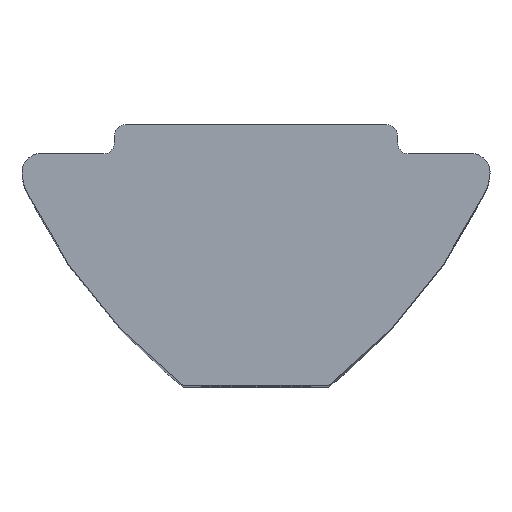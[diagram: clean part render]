
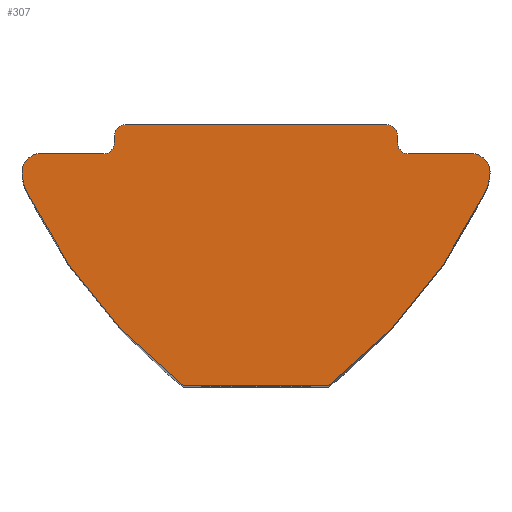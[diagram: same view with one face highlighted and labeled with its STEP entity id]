
A CAD part, top view. The second image highlights one B-rep face of the part: STEP entity #307.
In plain terms, the highlighted planar face has unit normal (0, 0, 1).
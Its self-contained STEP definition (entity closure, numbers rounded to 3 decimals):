
#11 = CARTESIAN_POINT ( 'NONE',  ( 7.196, 4.651, 22. ) ) ;
#18 = DIRECTION ( 'NONE',  ( 0., 0., 1. ) ) ;
#23 = DIRECTION ( 'NONE',  ( 0., 0., 1. ) ) ;
#24 = DIRECTION ( 'NONE',  ( 1., 0., 0. ) ) ;
#26 = CARTESIAN_POINT ( 'NONE',  ( 5.2, -1.3, 22. ) ) ;
#28 = VERTEX_POINT ( 'NONE', #744 ) ;
#34 = DIRECTION ( 'NONE',  ( 1., 0., 0. ) ) ;
#35 = CARTESIAN_POINT ( 'NONE',  ( -3.9, -0.8, 22. ) ) ;
#38 = CARTESIAN_POINT ( 'NONE',  ( -2., -7.2, 22. ) ) ;
#58 = DIRECTION ( 'NONE',  ( -1., 0., 0. ) ) ;
#64 = AXIS2_PLACEMENT_3D ( 'NONE', #255, #257, #274 ) ;
#68 = DIRECTION ( 'NONE',  ( -1., 0., 0. ) ) ;
#72 = DIRECTION ( 'NONE',  ( 0., 0., 1. ) ) ;
#75 = CARTESIAN_POINT ( 'NONE',  ( -3.9, -0.3, 22. ) ) ;
#76 = CARTESIAN_POINT ( 'NONE',  ( -7.196, 4.651, 22. ) ) ;
#98 = AXIS2_PLACEMENT_3D ( 'NONE', #26, #18, #125 ) ;
#109 = AXIS2_PLACEMENT_3D ( 'NONE', #76, #72, #68 ) ;
#115 = ORIENTED_EDGE ( 'NONE', *, *, #705, .T. ) ;
#117 = ORIENTED_EDGE ( 'NONE', *, *, #606, .T. ) ;
#119 = CIRCLE ( 'NONE', #161, 0.3 ) ;
#121 = CIRCLE ( 'NONE', #98, 1.25 ) ;
#125 = DIRECTION ( 'NONE',  ( -1., 0., 0. ) ) ;
#130 = AXIS2_PLACEMENT_3D ( 'NONE', #198, #179, #176 ) ;
#132 = VERTEX_POINT ( 'NONE', #677 ) ;
#146 = VECTOR ( 'NONE', #823, 1000. ) ;
#155 = AXIS2_PLACEMENT_3D ( 'NONE', #405, #314, #310 ) ;
#161 = AXIS2_PLACEMENT_3D ( 'NONE', #480, #474, #454 ) ;
#164 = AXIS2_PLACEMENT_3D ( 'NONE', #507, #502, #498 ) ;
#176 = DIRECTION ( 'NONE',  ( 1., 0., 0. ) ) ;
#178 = VECTOR ( 'NONE', #34, 1000. ) ;
#179 = DIRECTION ( 'NONE',  ( 0., 0., 1. ) ) ;
#198 = CARTESIAN_POINT ( 'NONE',  ( 3.6, -0.3, 22. ) ) ;
#199 = LINE ( 'NONE', #35, #771 ) ;
#204 = VERTEX_POINT ( 'NONE', #638 ) ;
#209 = CARTESIAN_POINT ( 'NONE',  ( 3.9, -0.5, 22. ) ) ;
#210 = AXIS2_PLACEMENT_3D ( 'NONE', #11, #23, #24 ) ;
#211 = AXIS2_PLACEMENT_3D ( 'NONE', #521, #493, #482 ) ;
#219 = AXIS2_PLACEMENT_3D ( 'NONE', #717, #632, #655 ) ;
#229 = CARTESIAN_POINT ( 'NONE',  ( 3.6, 0., 22. ) ) ;
#245 = CIRCLE ( 'NONE', #211, 1.25 ) ;
#251 = CARTESIAN_POINT ( 'NONE',  ( 6.327, -1.841, 22. ) ) ;
#254 = VERTEX_POINT ( 'NONE', #608 ) ;
#255 = CARTESIAN_POINT ( 'NONE',  ( 5.95, -1.3, 22. ) ) ;
#257 = DIRECTION ( 'NONE',  ( 0., 0., 1. ) ) ;
#274 = DIRECTION ( 'NONE',  ( -1., 0., 0. ) ) ;
#278 = VERTEX_POINT ( 'NONE', #617 ) ;
#284 = CARTESIAN_POINT ( 'NONE',  ( -5.95, -0.8, 22. ) ) ;
#285 = AXIS2_PLACEMENT_3D ( 'NONE', #559, #555, #552 ) ;
#302 = ORIENTED_EDGE ( 'NONE', *, *, #643, .T. ) ;
#305 = VERTEX_POINT ( 'NONE', #570 ) ;
#306 = VERTEX_POINT ( 'NONE', #586 ) ;
#307 = ADVANCED_FACE ( 'NONE', ( #359 ), #591, .T. ) ;
#309 = CIRCLE ( 'NONE', #130, 0.3 ) ;
#310 = DIRECTION ( 'NONE',  ( 1., 0., 0. ) ) ;
#314 = DIRECTION ( 'NONE',  ( 0., 0., -1. ) ) ;
#330 = VERTEX_POINT ( 'NONE', #539 ) ;
#340 = ORIENTED_EDGE ( 'NONE', *, *, #560, .T. ) ;
#344 = VERTEX_POINT ( 'NONE', #525 ) ;
#346 = ORIENTED_EDGE ( 'NONE', *, *, #639, .T. ) ;
#355 = LINE ( 'NONE', #569, #751 ) ;
#359 = FACE_OUTER_BOUND ( 'NONE', #681, .T. ) ;
#382 = VECTOR ( 'NONE', #642, 1000. ) ;
#392 = CARTESIAN_POINT ( 'NONE',  ( -2., -7.2, 22. ) ) ;
#398 = ORIENTED_EDGE ( 'NONE', *, *, #684, .T. ) ;
#399 = VERTEX_POINT ( 'NONE', #392 ) ;
#405 = CARTESIAN_POINT ( 'NONE',  ( 4.2, -0.5, 22. ) ) ;
#433 = VERTEX_POINT ( 'NONE', #209 ) ;
#436 = CIRCLE ( 'NONE', #210, 15. ) ;
#454 = DIRECTION ( 'NONE',  ( 1., 0., 0. ) ) ;
#460 = ORIENTED_EDGE ( 'NONE', *, *, #624, .T. ) ;
#473 = ORIENTED_EDGE ( 'NONE', *, *, #676, .T. ) ;
#474 = DIRECTION ( 'NONE',  ( 0., 0., -1. ) ) ;
#480 = CARTESIAN_POINT ( 'NONE',  ( -4.2, -0.5, 22. ) ) ;
#482 = DIRECTION ( 'NONE',  ( 1., 0., 0. ) ) ;
#484 = EDGE_CURVE ( 'NONE', #399, #306, #806, .T. ) ;
#491 = EDGE_CURVE ( 'NONE', #851, #721, #199, .T. ) ;
#492 = CIRCLE ( 'NONE', #219, 0.5 ) ;
#493 = DIRECTION ( 'NONE',  ( 0., 0., 1. ) ) ;
#498 = DIRECTION ( 'NONE',  ( 1., 0., 0. ) ) ;
#502 = DIRECTION ( 'NONE',  ( 0., 0., 1. ) ) ;
#504 = ORIENTED_EDGE ( 'NONE', *, *, #529, .T. ) ;
#506 = CIRCLE ( 'NONE', #109, 15. ) ;
#507 = CARTESIAN_POINT ( 'NONE',  ( -3.6, -0.3, 22. ) ) ;
#516 = EDGE_CURVE ( 'NONE', #721, #132, #492, .T. ) ;
#521 = CARTESIAN_POINT ( 'NONE',  ( -5.2, -1.3, 22. ) ) ;
#522 = ORIENTED_EDGE ( 'NONE', *, *, #535, .T. ) ;
#524 = ORIENTED_EDGE ( 'NONE', *, *, #484, .T. ) ;
#525 = CARTESIAN_POINT ( 'NONE',  ( -3.6, 0., 22. ) ) ;
#527 = CIRCLE ( 'NONE', #155, 0.3 ) ;
#529 = EDGE_CURVE ( 'NONE', #132, #254, #245, .T. ) ;
#535 = EDGE_CURVE ( 'NONE', #254, #399, #436, .T. ) ;
#539 = CARTESIAN_POINT ( 'NONE',  ( 6.45, -1.3, 22. ) ) ;
#544 = VERTEX_POINT ( 'NONE', #75 ) ;
#552 = DIRECTION ( 'NONE',  ( 1., 0., 0. ) ) ;
#555 = DIRECTION ( 'NONE',  ( 0., 0., 1. ) ) ;
#559 = CARTESIAN_POINT ( 'NONE',  ( -5.95, -1.3, 22. ) ) ;
#560 = EDGE_CURVE ( 'NONE', #305, #28, #578, .T. ) ;
#563 = DIRECTION ( 'NONE',  ( 0., -1., 0. ) ) ;
#565 = CARTESIAN_POINT ( 'NONE',  ( -4.2, -0.8, 22. ) ) ;
#569 = CARTESIAN_POINT ( 'NONE',  ( -3.9, 0., 22. ) ) ;
#570 = CARTESIAN_POINT ( 'NONE',  ( 5.95, -0.8, 22. ) ) ;
#577 = EDGE_CURVE ( 'NONE', #433, #204, #753, .T. ) ;
#578 = LINE ( 'NONE', #856, #886 ) ;
#586 = CARTESIAN_POINT ( 'NONE',  ( 2., -7.2, 22. ) ) ;
#591 = PLANE ( 'NONE',  #285 ) ;
#606 = EDGE_CURVE ( 'NONE', #801, #344, #803, .T. ) ;
#608 = CARTESIAN_POINT ( 'NONE',  ( -6.327, -1.841, 22. ) ) ;
#617 = CARTESIAN_POINT ( 'NONE',  ( -3.9, -0.5, 22. ) ) ;
#624 = EDGE_CURVE ( 'NONE', #544, #278, #355, .T. ) ;
#625 = ORIENTED_EDGE ( 'NONE', *, *, #516, .T. ) ;
#632 = DIRECTION ( 'NONE',  ( 0., 0., 1. ) ) ;
#633 = EDGE_CURVE ( 'NONE', #344, #544, #873, .T. ) ;
#638 = CARTESIAN_POINT ( 'NONE',  ( 3.9, -0.3, 22. ) ) ;
#639 = EDGE_CURVE ( 'NONE', #278, #851, #119, .T. ) ;
#642 = DIRECTION ( 'NONE',  ( -1., 0., 0. ) ) ;
#643 = EDGE_CURVE ( 'NONE', #28, #433, #527, .T. ) ;
#646 = CARTESIAN_POINT ( 'NONE',  ( 3.9, 0., 22. ) ) ;
#648 = EDGE_CURVE ( 'NONE', #204, #801, #309, .T. ) ;
#655 = DIRECTION ( 'NONE',  ( 1., 0., 0. ) ) ;
#676 = EDGE_CURVE ( 'NONE', #306, #757, #506, .T. ) ;
#677 = CARTESIAN_POINT ( 'NONE',  ( -6.45, -1.3, 22. ) ) ;
#681 = EDGE_LOOP ( 'NONE', ( #117, #883, #460, #346, #730, #625, #504, #522, #524, #473, #398, #115, #340, #302, #750, #763 ) ) ;
#684 = EDGE_CURVE ( 'NONE', #757, #330, #121, .T. ) ;
#705 = EDGE_CURVE ( 'NONE', #330, #305, #845, .T. ) ;
#717 = CARTESIAN_POINT ( 'NONE',  ( -5.95, -1.3, 22. ) ) ;
#721 = VERTEX_POINT ( 'NONE', #284 ) ;
#730 = ORIENTED_EDGE ( 'NONE', *, *, #491, .T. ) ;
#744 = CARTESIAN_POINT ( 'NONE',  ( 4.2, -0.8, 22. ) ) ;
#750 = ORIENTED_EDGE ( 'NONE', *, *, #577, .T. ) ;
#751 = VECTOR ( 'NONE', #563, 1000. ) ;
#753 = LINE ( 'NONE', #824, #146 ) ;
#757 = VERTEX_POINT ( 'NONE', #251 ) ;
#763 = ORIENTED_EDGE ( 'NONE', *, *, #648, .T. ) ;
#771 = VECTOR ( 'NONE', #58, 1000. ) ;
#801 = VERTEX_POINT ( 'NONE', #229 ) ;
#803 = LINE ( 'NONE', #646, #382 ) ;
#806 = LINE ( 'NONE', #38, #178 ) ;
#823 = DIRECTION ( 'NONE',  ( 0., 1., 0. ) ) ;
#824 = CARTESIAN_POINT ( 'NONE',  ( 3.9, 0., 22. ) ) ;
#845 = CIRCLE ( 'NONE', #64, 0.5 ) ;
#851 = VERTEX_POINT ( 'NONE', #565 ) ;
#856 = CARTESIAN_POINT ( 'NONE',  ( 3.9, -0.8, 22. ) ) ;
#866 = DIRECTION ( 'NONE',  ( -1., 0., 0. ) ) ;
#873 = CIRCLE ( 'NONE', #164, 0.3 ) ;
#883 = ORIENTED_EDGE ( 'NONE', *, *, #633, .T. ) ;
#886 = VECTOR ( 'NONE', #866, 1000. ) ;
